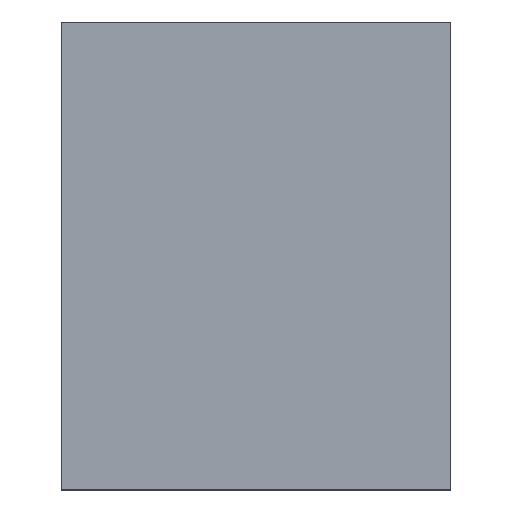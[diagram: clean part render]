
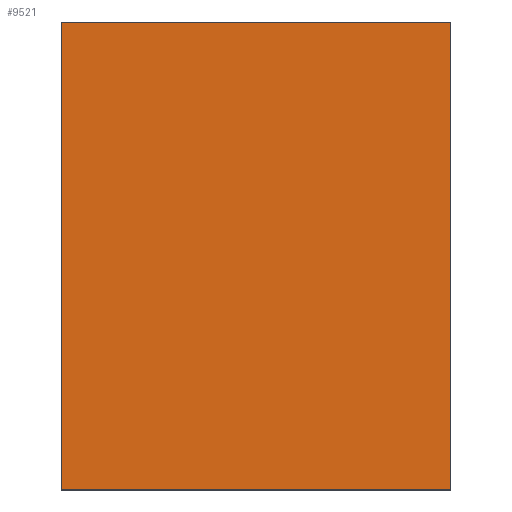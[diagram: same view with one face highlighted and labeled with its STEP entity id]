
A CAD part, top view. The second image highlights one B-rep face of the part: STEP entity #9521.
In plain terms, the highlighted planar face has unit normal (0, 0, 1).
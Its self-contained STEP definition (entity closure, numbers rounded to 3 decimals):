
#189 = LINE ( 'NONE', #3926, #8460 ) ;
#325 = VERTEX_POINT ( 'NONE', #9739 ) ;
#422 = PLANE ( 'NONE',  #8209 ) ;
#707 = EDGE_CURVE ( 'NONE', #8901, #325, #7883, .T. ) ;
#1101 = ORIENTED_EDGE ( 'NONE', *, *, #8446, .T. ) ;
#1277 = FACE_OUTER_BOUND ( 'NONE', #6889, .T. ) ;
#1482 = DIRECTION ( 'NONE',  ( 0., -1., 0. ) ) ;
#1535 = VECTOR ( 'NONE', #1482, 1000. ) ;
#1814 = VECTOR ( 'NONE', #3524, 1000. ) ;
#2011 = DIRECTION ( 'NONE',  ( -1., 0., 0. ) ) ;
#2464 = VERTEX_POINT ( 'NONE', #7372 ) ;
#2754 = EDGE_CURVE ( 'NONE', #3908, #2464, #7359, .T. ) ;
#3378 = CARTESIAN_POINT ( 'NONE',  ( 5., -6., 0.8 ) ) ;
#3524 = DIRECTION ( 'NONE',  ( 0., 1., 0. ) ) ;
#3908 = VERTEX_POINT ( 'NONE', #7219 ) ;
#3926 = CARTESIAN_POINT ( 'NONE',  ( -5., -6., 0.8 ) ) ;
#4119 = ORIENTED_EDGE ( 'NONE', *, *, #5601, .T. ) ;
#4168 = CARTESIAN_POINT ( 'NONE',  ( 5., 6., 0.8 ) ) ;
#4786 = VECTOR ( 'NONE', #2011, 1000. ) ;
#5601 = EDGE_CURVE ( 'NONE', #2464, #8901, #189, .T. ) ;
#5642 = DIRECTION ( 'NONE',  ( -1., 0., 0. ) ) ;
#5748 = LINE ( 'NONE', #4168, #4786 ) ;
#6889 = EDGE_LOOP ( 'NONE', ( #7817, #1101, #9133, #4119 ) ) ;
#7073 = CARTESIAN_POINT ( 'NONE',  ( 5., -6., 0.8 ) ) ;
#7219 = CARTESIAN_POINT ( 'NONE',  ( -5., 6., 0.8 ) ) ;
#7256 = CARTESIAN_POINT ( 'NONE',  ( -5., -6., 0.8 ) ) ;
#7359 = LINE ( 'NONE', #8256, #1535 ) ;
#7372 = CARTESIAN_POINT ( 'NONE',  ( -5., -6., 0.8 ) ) ;
#7817 = ORIENTED_EDGE ( 'NONE', *, *, #707, .T. ) ;
#7883 = LINE ( 'NONE', #3378, #1814 ) ;
#8209 = AXIS2_PLACEMENT_3D ( 'NONE', #7256, #9485, #5642 ) ;
#8256 = CARTESIAN_POINT ( 'NONE',  ( -5., 6., 0.8 ) ) ;
#8446 = EDGE_CURVE ( 'NONE', #325, #3908, #5748, .T. ) ;
#8460 = VECTOR ( 'NONE', #9136, 1000. ) ;
#8901 = VERTEX_POINT ( 'NONE', #7073 ) ;
#9133 = ORIENTED_EDGE ( 'NONE', *, *, #2754, .T. ) ;
#9136 = DIRECTION ( 'NONE',  ( 1., 0., 0. ) ) ;
#9485 = DIRECTION ( 'NONE',  ( 0., 0., -1. ) ) ;
#9521 = ADVANCED_FACE ( 'NONE', ( #1277 ), #422, .F. ) ;
#9739 = CARTESIAN_POINT ( 'NONE',  ( 5., 6., 0.8 ) ) ;
